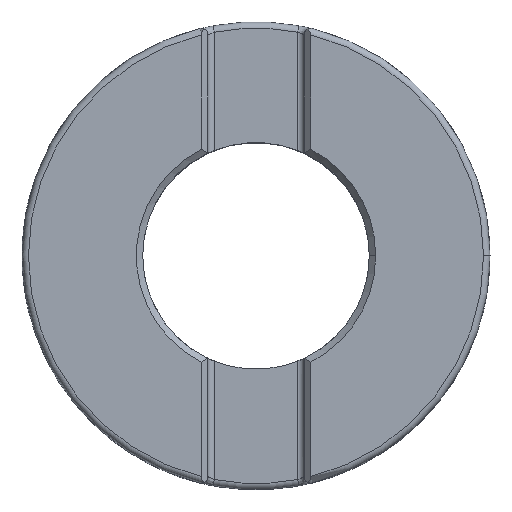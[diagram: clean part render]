
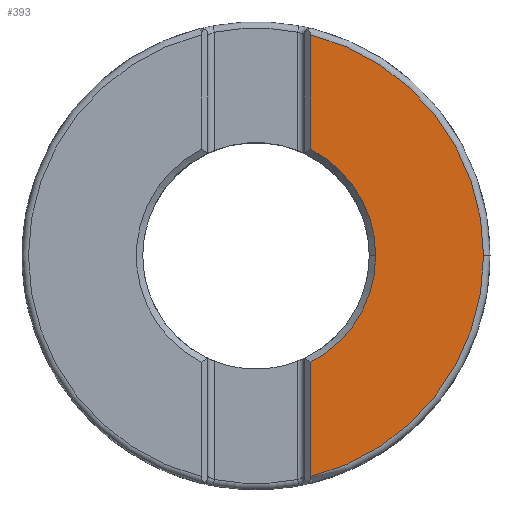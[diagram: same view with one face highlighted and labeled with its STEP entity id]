
A CAD part, top view. The second image highlights one B-rep face of the part: STEP entity #393.
In plain terms, the highlighted planar face has unit normal (0, 0, 1).
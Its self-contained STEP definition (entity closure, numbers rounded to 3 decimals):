
#38 = VERTEX_POINT ( 'NONE', #2838 ) ;
#122 = CARTESIAN_POINT ( 'NONE',  ( 8.5, -34.648, 12.25 ) ) ;
#157 = EDGE_LOOP ( 'NONE', ( #1354, #2265, #1236, #1285, #1849, #461 ) ) ;
#236 = EDGE_CURVE ( 'NONE', #547, #38, #1244, .T. ) ;
#252 = AXIS2_PLACEMENT_3D ( 'NONE', #1099, #1040, #585 ) ;
#287 = DIRECTION ( 'NONE',  ( 0., 0., 1. ) ) ;
#383 = EDGE_CURVE ( 'NONE', #1414, #1533, #2422, .T. ) ;
#393 = ADVANCED_FACE ( 'NONE', ( #528 ), #1516, .T. ) ;
#398 = DIRECTION ( 'NONE',  ( 0., -1., 0. ) ) ;
#461 = ORIENTED_EDGE ( 'NONE', *, *, #383, .T. ) ;
#528 = FACE_OUTER_BOUND ( 'NONE', #157, .T. ) ;
#547 = VERTEX_POINT ( 'NONE', #2372 ) ;
#550 = EDGE_CURVE ( 'NONE', #38, #1414, #1548, .T. ) ;
#585 = DIRECTION ( 'NONE',  ( 1., 0., 0. ) ) ;
#644 = AXIS2_PLACEMENT_3D ( 'NONE', #999, #287, #2924 ) ;
#792 = CARTESIAN_POINT ( 'NONE',  ( 8.5, -16.6, 12.25 ) ) ;
#840 = VECTOR ( 'NONE', #2008, 1000. ) ;
#999 = CARTESIAN_POINT ( 'NONE',  ( 0., 0., 12.25 ) ) ;
#1016 = CARTESIAN_POINT ( 'NONE',  ( 8.5, 16.6, 12.25 ) ) ;
#1040 = DIRECTION ( 'NONE',  ( 0., 0., 1. ) ) ;
#1046 = VERTEX_POINT ( 'NONE', #2256 ) ;
#1055 = AXIS2_PLACEMENT_3D ( 'NONE', #2507, #2740, #1084 ) ;
#1084 = DIRECTION ( 'NONE',  ( 1., 0., 0. ) ) ;
#1099 = CARTESIAN_POINT ( 'NONE',  ( 0., 0., 12.25 ) ) ;
#1162 = DIRECTION ( 'NONE',  ( 0., 0., -1. ) ) ;
#1236 = ORIENTED_EDGE ( 'NONE', *, *, #1361, .T. ) ;
#1244 = CIRCLE ( 'NONE', #252, 35.45 ) ;
#1285 = ORIENTED_EDGE ( 'NONE', *, *, #236, .T. ) ;
#1354 = ORIENTED_EDGE ( 'NONE', *, *, #2339, .T. ) ;
#1357 = CARTESIAN_POINT ( 'NONE',  ( 0., 0., 12.25 ) ) ;
#1361 = EDGE_CURVE ( 'NONE', #2746, #547, #2252, .T. ) ;
#1413 = CIRCLE ( 'NONE', #1055, 18.65 ) ;
#1414 = VERTEX_POINT ( 'NONE', #2014 ) ;
#1516 = PLANE ( 'NONE',  #644 ) ;
#1533 = VERTEX_POINT ( 'NONE', #1016 ) ;
#1548 = CIRCLE ( 'NONE', #1798, 35.45 ) ;
#1663 = AXIS2_PLACEMENT_3D ( 'NONE', #1357, #1162, #2120 ) ;
#1693 = DIRECTION ( 'NONE',  ( 1., 0., 0. ) ) ;
#1798 = AXIS2_PLACEMENT_3D ( 'NONE', #2337, #2112, #1693 ) ;
#1849 = ORIENTED_EDGE ( 'NONE', *, *, #550, .T. ) ;
#1932 = VECTOR ( 'NONE', #398, 1000. ) ;
#2008 = DIRECTION ( 'NONE',  ( 0., -1., 0. ) ) ;
#2014 = CARTESIAN_POINT ( 'NONE',  ( 8.5, 34.416, 12.25 ) ) ;
#2112 = DIRECTION ( 'NONE',  ( 0., 0., 1. ) ) ;
#2120 = DIRECTION ( 'NONE',  ( 1., 0., 0. ) ) ;
#2202 = CARTESIAN_POINT ( 'NONE',  ( 8.5, 17.075, 12.25 ) ) ;
#2223 = EDGE_CURVE ( 'NONE', #1046, #2746, #1413, .T. ) ;
#2252 = LINE ( 'NONE', #122, #1932 ) ;
#2256 = CARTESIAN_POINT ( 'NONE',  ( 18.65, 0., 12.25 ) ) ;
#2265 = ORIENTED_EDGE ( 'NONE', *, *, #2223, .T. ) ;
#2337 = CARTESIAN_POINT ( 'NONE',  ( 0., 0., 12.25 ) ) ;
#2339 = EDGE_CURVE ( 'NONE', #1533, #1046, #2850, .T. ) ;
#2372 = CARTESIAN_POINT ( 'NONE',  ( 8.5, -34.416, 12.25 ) ) ;
#2422 = LINE ( 'NONE', #2202, #840 ) ;
#2507 = CARTESIAN_POINT ( 'NONE',  ( 0., 0., 12.25 ) ) ;
#2740 = DIRECTION ( 'NONE',  ( 0., 0., -1. ) ) ;
#2746 = VERTEX_POINT ( 'NONE', #792 ) ;
#2838 = CARTESIAN_POINT ( 'NONE',  ( 35.45, 0., 12.25 ) ) ;
#2850 = CIRCLE ( 'NONE', #1663, 18.65 ) ;
#2924 = DIRECTION ( 'NONE',  ( 1., 0., 0. ) ) ;
